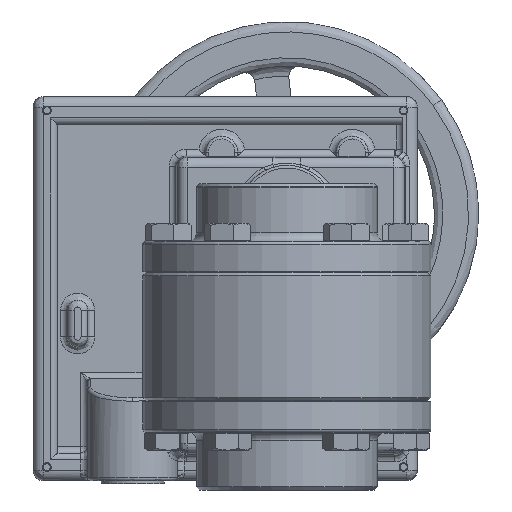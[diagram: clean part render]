
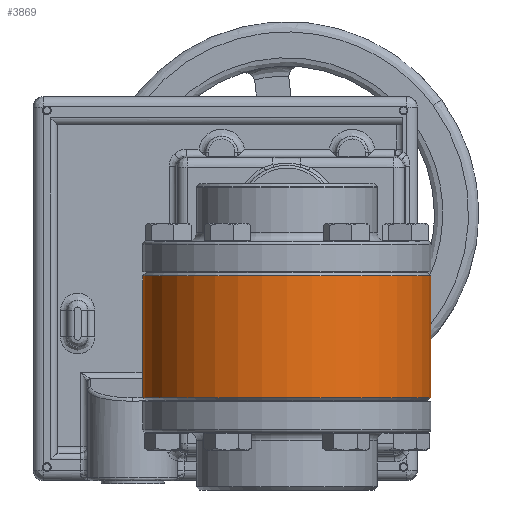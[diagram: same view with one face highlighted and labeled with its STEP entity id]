
A CAD part, front view. The second image highlights one B-rep face of the part: STEP entity #3869.
In plain terms, the highlighted cylindrical face has radius 66.675 mm (diameter 133.35 mm), a partial arc.
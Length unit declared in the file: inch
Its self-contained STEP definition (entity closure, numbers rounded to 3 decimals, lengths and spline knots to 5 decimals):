
#1434 = CARTESIAN_POINT ( 'NONE',  ( 0., 0., -1.1075 ) ) ;
#3243 = DIRECTION ( 'NONE',  ( 0., 0., -1. ) ) ;
#3546 = VERTEX_POINT ( 'NONE', #11090 ) ;
#3869 = ADVANCED_FACE ( 'NONE', ( #40166 ), #13264, .T. ) ;
#4154 = EDGE_LOOP ( 'NONE', ( #15211, #40425, #41215, #21046 ) ) ;
#4838 = DIRECTION ( 'NONE',  ( -1., 0., 0. ) ) ;
#5250 = CIRCLE ( 'NONE', #25476, 2.625 ) ;
#5801 = EDGE_CURVE ( 'NONE', #41068, #3546, #5250, .T. ) ;
#6497 = DIRECTION ( 'NONE',  ( 0., 0., -1. ) ) ;
#8319 = DIRECTION ( 'NONE',  ( 0., 0., -1. ) ) ;
#8677 = VERTEX_POINT ( 'NONE', #22851 ) ;
#11090 = CARTESIAN_POINT ( 'NONE',  ( 2.625, 0., -1.1075 ) ) ;
#11442 = LINE ( 'NONE', #12521, #20388 ) ;
#12521 = CARTESIAN_POINT ( 'NONE',  ( 2.625, 0., 1.1825 ) ) ;
#12848 = VECTOR ( 'NONE', #8319, 39.37008 ) ;
#12931 = DIRECTION ( 'NONE',  ( 0., 0., -1. ) ) ;
#13264 = CYLINDRICAL_SURFACE ( 'NONE', #40399, 2.625 ) ;
#15211 = ORIENTED_EDGE ( 'NONE', *, *, #35707, .F. ) ;
#16501 = DIRECTION ( 'NONE',  ( -1., 0., 0. ) ) ;
#16720 = CARTESIAN_POINT ( 'NONE',  ( 2.625, 0., 1.1075 ) ) ;
#20388 = VECTOR ( 'NONE', #3243, 39.37008 ) ;
#21046 = ORIENTED_EDGE ( 'NONE', *, *, #5801, .T. ) ;
#21119 = CIRCLE ( 'NONE', #29732, 2.625 ) ;
#21789 = LINE ( 'NONE', #28632, #12848 ) ;
#22811 = EDGE_CURVE ( 'NONE', #38651, #8677, #21119, .T. ) ;
#22851 = CARTESIAN_POINT ( 'NONE',  ( -2.625, 0., 1.1075 ) ) ;
#24981 = DIRECTION ( 'NONE',  ( 0., 0., 1. ) ) ;
#25476 = AXIS2_PLACEMENT_3D ( 'NONE', #1434, #24981, #4838 ) ;
#28632 = CARTESIAN_POINT ( 'NONE',  ( -2.625, 0., 1.1825 ) ) ;
#29732 = AXIS2_PLACEMENT_3D ( 'NONE', #33092, #12931, #36514 ) ;
#32565 = CARTESIAN_POINT ( 'NONE',  ( -2.625, 0., -1.1075 ) ) ;
#33092 = CARTESIAN_POINT ( 'NONE',  ( 0., 0., 1.1075 ) ) ;
#35707 = EDGE_CURVE ( 'NONE', #38651, #3546, #11442, .T. ) ;
#36514 = DIRECTION ( 'NONE',  ( 1., 0., 0. ) ) ;
#38651 = VERTEX_POINT ( 'NONE', #16720 ) ;
#38914 = EDGE_CURVE ( 'NONE', #8677, #41068, #21789, .T. ) ;
#40166 = FACE_OUTER_BOUND ( 'NONE', #4154, .T. ) ;
#40399 = AXIS2_PLACEMENT_3D ( 'NONE', #43503, #6497, #16501 ) ;
#40425 = ORIENTED_EDGE ( 'NONE', *, *, #22811, .T. ) ;
#41068 = VERTEX_POINT ( 'NONE', #32565 ) ;
#41215 = ORIENTED_EDGE ( 'NONE', *, *, #38914, .T. ) ;
#43503 = CARTESIAN_POINT ( 'NONE',  ( 0., 0., 1.1825 ) ) ;
